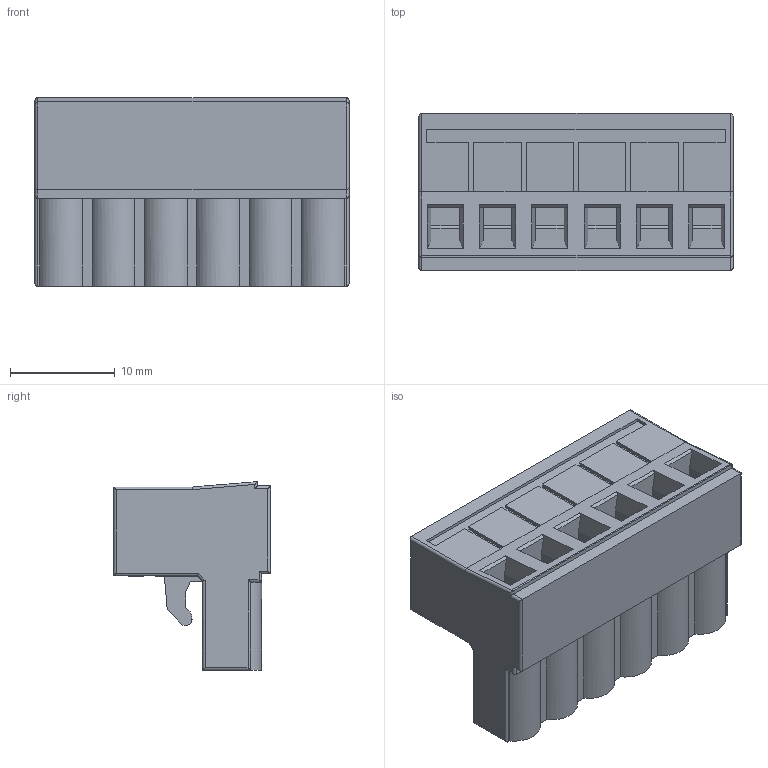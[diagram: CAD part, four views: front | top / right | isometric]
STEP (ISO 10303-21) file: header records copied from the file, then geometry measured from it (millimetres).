
FILE_DESCRIPTION (( 'STEP AP214' ), '1' );
FILE_NAME ('BX-RTB06.STEP', '2017-03-21T00:41:54', ( '' ), ( '' ), 'SwSTEP 2.0', 'SolidWorks 2016', '' );
FILE_SCHEMA (( 'AUTOMOTIVE_DESIGN' ));
Length unit declared in the file: millimetre
Products named in the file (1): BX-RTB06
Bounding box: 30 x 15 x 18 mm (x, y, z)
Volume: 4577.8 mm3; surface area: 3586.6 mm2
Topology: 1 solids, 1 shells, 333 faces, 834 edges, 534 vertices
Faces by surface type: plane 229, cylinder 92, cone 12
Entity records: 10561 total; most frequent: CARTESIAN_POINT 1792, ORIENTED_EDGE 1668, DIRECTION 1644, EDGE_CURVE 834, LINE 632, VECTOR 632, VERTEX_POINT 534, AXIS2_PLACEMENT_3D 506
